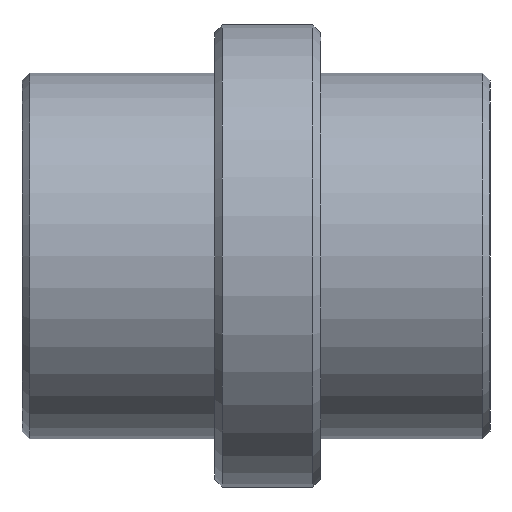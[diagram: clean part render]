
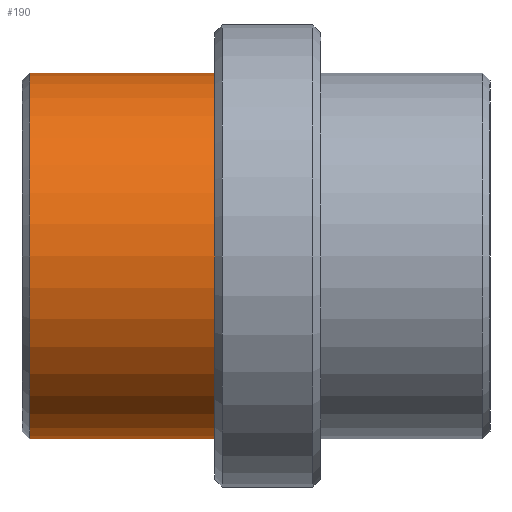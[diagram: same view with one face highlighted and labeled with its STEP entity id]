
A CAD part, left-side view. The second image highlights one B-rep face of the part: STEP entity #190.
In plain terms, the highlighted cylindrical face has radius 9.5 mm (diameter 19 mm), a full revolution.
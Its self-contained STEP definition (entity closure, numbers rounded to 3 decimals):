
#177 = EDGE_CURVE('',#178,#178,#180,.T.);
#178 = VERTEX_POINT('',#179);
#179 = CARTESIAN_POINT('',(0.,14.3,0.));
#180 = CIRCLE('',#181,9.5);
#181 = AXIS2_PLACEMENT_3D('',#182,#183,#184);
#182 = CARTESIAN_POINT('',(9.5,14.3,0.));
#183 = DIRECTION('',(0.,1.,0.));
#184 = DIRECTION('',(-1.,0.,0.));
#190 = ADVANCED_FACE('',(#191),#210,.T.);
#191 = FACE_BOUND('',#192,.T.);
#192 = EDGE_LOOP('',(#193,#194,#202,#209));
#193 = ORIENTED_EDGE('',*,*,#177,.T.);
#194 = ORIENTED_EDGE('',*,*,#195,.T.);
#195 = EDGE_CURVE('',#178,#196,#198,.T.);
#196 = VERTEX_POINT('',#197);
#197 = CARTESIAN_POINT('',(0.,23.9,0.));
#198 = LINE('',#199,#200);
#199 = CARTESIAN_POINT('',(0.,14.3,0.));
#200 = VECTOR('',#201,1.);
#201 = DIRECTION('',(0.,1.,0.));
#202 = ORIENTED_EDGE('',*,*,#203,.F.);
#203 = EDGE_CURVE('',#196,#196,#204,.T.);
#204 = CIRCLE('',#205,9.5);
#205 = AXIS2_PLACEMENT_3D('',#206,#207,#208);
#206 = CARTESIAN_POINT('',(9.5,23.9,0.));
#207 = DIRECTION('',(0.,1.,0.));
#208 = DIRECTION('',(-1.,0.,0.));
#209 = ORIENTED_EDGE('',*,*,#195,.F.);
#210 = CYLINDRICAL_SURFACE('',#211,9.5);
#211 = AXIS2_PLACEMENT_3D('',#212,#213,#214);
#212 = CARTESIAN_POINT('',(9.5,14.3,0.));
#213 = DIRECTION('',(0.,1.,0.));
#214 = DIRECTION('',(-1.,0.,0.));
